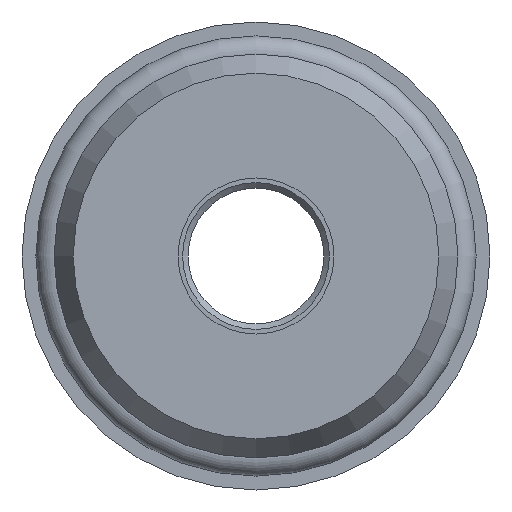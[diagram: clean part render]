
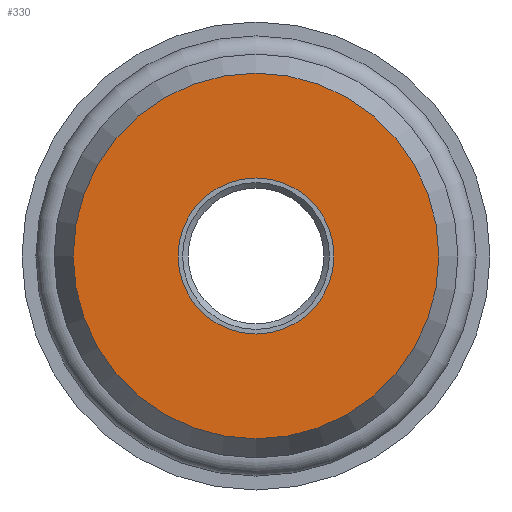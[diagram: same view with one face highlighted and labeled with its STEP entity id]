
A CAD part, front view. The second image highlights one B-rep face of the part: STEP entity #330.
In plain terms, the highlighted planar face has unit normal (0, -1, 0).
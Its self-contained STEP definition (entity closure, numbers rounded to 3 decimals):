
#330 = ADVANCED_FACE( 'NONE', ( #780, #781 ), #782, .T. );
#780 = FACE_OUTER_BOUND( '', #1889, .T. );
#781 = FACE_BOUND( '', #1890, .T. );
#782 = PLANE( '', #1891 );
#1889 = EDGE_LOOP( '', ( #4178 ) );
#1890 = EDGE_LOOP( '', ( #4179 ) );
#1891 = AXIS2_PLACEMENT_3D( '', #4180, #4181, #4182 );
#4178 = ORIENTED_EDGE( '', *, *, #5165, .T. );
#4179 = ORIENTED_EDGE( '', *, *, #5380, .F. );
#4180 = CARTESIAN_POINT( '', ( 0., 0., 0. ) );
#4181 = DIRECTION( '', ( 0., -1., 0. ) );
#4182 = DIRECTION( '', ( 0., 0., -1. ) );
#5165 = EDGE_CURVE( 'NONE', #5848, #5848, #5849, .T. );
#5380 = EDGE_CURVE( 'NONE', #6201, #6201, #6202, .T. );
#5848 = VERTEX_POINT( '', #7099 );
#5849 = CIRCLE( '', #7100, 9.961 );
#6201 = VERTEX_POINT( '', #8202 );
#6202 = CIRCLE( '', #8203, 4.25 );
#7099 = CARTESIAN_POINT( '', ( 0., 0., -9.961 ) );
#7100 = AXIS2_PLACEMENT_3D( '', #9778, #9779, #9780 );
#8202 = CARTESIAN_POINT( '', ( 0., 0., -4.25 ) );
#8203 = AXIS2_PLACEMENT_3D( '', #9936, #9937, #9938 );
#9778 = CARTESIAN_POINT( '', ( 0., 0., 0. ) );
#9779 = DIRECTION( '', ( 0., -1., 0. ) );
#9780 = DIRECTION( '', ( 0., 0., -1. ) );
#9936 = CARTESIAN_POINT( '', ( 0., 0., 0. ) );
#9937 = DIRECTION( '', ( 0., -1., 0. ) );
#9938 = DIRECTION( '', ( 0., 0., -1. ) );
